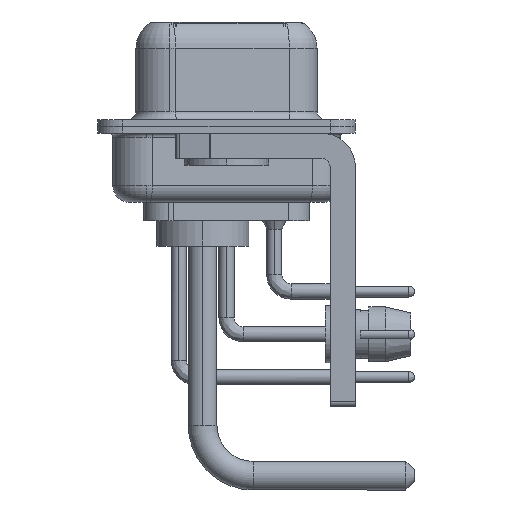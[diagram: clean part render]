
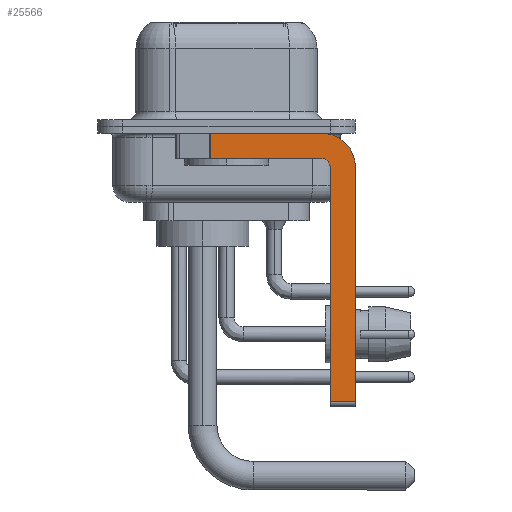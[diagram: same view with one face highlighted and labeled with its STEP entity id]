
A CAD part, left-side view. The second image highlights one B-rep face of the part: STEP entity #25566.
In plain terms, the highlighted planar face has unit normal (-1, 0, 0).
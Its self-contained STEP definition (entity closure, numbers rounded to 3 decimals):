
#281 = DIRECTION ( 'NONE',  ( -1., 0., 0. ) ) ;
#600 = CARTESIAN_POINT ( 'NONE',  ( -2.9, -5.65, -2.4 ) ) ;
#1089 = VERTEX_POINT ( 'NONE', #29071 ) ;
#1599 = LINE ( 'NONE', #22941, #21603 ) ;
#2482 = EDGE_CURVE ( 'NONE', #27246, #10143, #9821, .T. ) ;
#4742 = EDGE_CURVE ( 'NONE', #9470, #14329, #11664, .T. ) ;
#4767 = CARTESIAN_POINT ( 'NONE',  ( -2.9, -6.15, -16.35 ) ) ;
#4888 = CARTESIAN_POINT ( 'NONE',  ( -2.9, -7.65, -2.4 ) ) ;
#5923 = DIRECTION ( 'NONE',  ( 0., -1., 0. ) ) ;
#6053 = PLANE ( 'NONE',  #33589 ) ;
#6307 = LINE ( 'NONE', #25194, #7366 ) ;
#6308 = EDGE_LOOP ( 'NONE', ( #8003, #10632, #31329, #11562, #18947, #17044, #24034, #19252 ) ) ;
#6975 = AXIS2_PLACEMENT_3D ( 'NONE', #13448, #29490, #16081 ) ;
#7366 = VECTOR ( 'NONE', #24845, 1000. ) ;
#7726 = DIRECTION ( 'NONE',  ( 1., 0., 0. ) ) ;
#7806 = DIRECTION ( 'NONE',  ( 0., 1., 0. ) ) ;
#7812 = CARTESIAN_POINT ( 'NONE',  ( -2.9, -6.15, -2.4 ) ) ;
#8003 = ORIENTED_EDGE ( 'NONE', *, *, #13711, .F. ) ;
#8240 = EDGE_CURVE ( 'NONE', #14329, #1089, #27021, .T. ) ;
#9049 = VERTEX_POINT ( 'NONE', #26903 ) ;
#9470 = VERTEX_POINT ( 'NONE', #7812 ) ;
#9478 = CARTESIAN_POINT ( 'NONE',  ( -2.9, 0.978, -0.4 ) ) ;
#9821 = CIRCLE ( 'NONE', #6975, 2. ) ;
#9986 = AXIS2_PLACEMENT_3D ( 'NONE', #15830, #281, #34743 ) ;
#10143 = VERTEX_POINT ( 'NONE', #27446 ) ;
#10632 = ORIENTED_EDGE ( 'NONE', *, *, #33367, .T. ) ;
#10718 = LINE ( 'NONE', #13703, #23601 ) ;
#11562 = ORIENTED_EDGE ( 'NONE', *, *, #4742, .F. ) ;
#11664 = CIRCLE ( 'NONE', #9986, 0.5 ) ;
#11861 = VECTOR ( 'NONE', #5923, 1000. ) ;
#12751 = VECTOR ( 'NONE', #7806, 1000. ) ;
#13384 = FACE_OUTER_BOUND ( 'NONE', #6308, .T. ) ;
#13448 = CARTESIAN_POINT ( 'NONE',  ( -2.9, -5.65, -2.4 ) ) ;
#13703 = CARTESIAN_POINT ( 'NONE',  ( -2.9, 0.978, -1.9 ) ) ;
#13711 = EDGE_CURVE ( 'NONE', #23865, #27246, #6307, .T. ) ;
#14329 = VERTEX_POINT ( 'NONE', #26762 ) ;
#15555 = EDGE_CURVE ( 'NONE', #10143, #9049, #24117, .T. ) ;
#15830 = CARTESIAN_POINT ( 'NONE',  ( -2.9, -5.65, -2.4 ) ) ;
#16081 = DIRECTION ( 'NONE',  ( 0., 0., -1. ) ) ;
#16772 = EDGE_CURVE ( 'NONE', #16825, #9470, #1599, .T. ) ;
#16825 = VERTEX_POINT ( 'NONE', #4767 ) ;
#17044 = ORIENTED_EDGE ( 'NONE', *, *, #34292, .T. ) ;
#18947 = ORIENTED_EDGE ( 'NONE', *, *, #16772, .F. ) ;
#19252 = ORIENTED_EDGE ( 'NONE', *, *, #2482, .F. ) ;
#19361 = LINE ( 'NONE', #30125, #11861 ) ;
#21301 = DIRECTION ( 'NONE',  ( 0., 0., -1. ) ) ;
#21455 = DIRECTION ( 'NONE',  ( 0., 0., -1. ) ) ;
#21603 = VECTOR ( 'NONE', #31246, 1000. ) ;
#22941 = CARTESIAN_POINT ( 'NONE',  ( -2.9, -6.15, -16.6 ) ) ;
#23601 = VECTOR ( 'NONE', #21455, 1000. ) ;
#23670 = CARTESIAN_POINT ( 'NONE',  ( -2.9, -5.65, -1.9 ) ) ;
#23865 = VERTEX_POINT ( 'NONE', #9478 ) ;
#24034 = ORIENTED_EDGE ( 'NONE', *, *, #15555, .F. ) ;
#24117 = LINE ( 'NONE', #4888, #30616 ) ;
#24845 = DIRECTION ( 'NONE',  ( 0., -1., 0. ) ) ;
#25194 = CARTESIAN_POINT ( 'NONE',  ( -2.9, 3., -0.4 ) ) ;
#25566 = ADVANCED_FACE ( 'NONE', ( #13384 ), #6053, .F. ) ;
#26762 = CARTESIAN_POINT ( 'NONE',  ( -2.9, -5.65, -1.9 ) ) ;
#26903 = CARTESIAN_POINT ( 'NONE',  ( -2.9, -7.65, -16.35 ) ) ;
#27021 = LINE ( 'NONE', #23670, #12751 ) ;
#27246 = VERTEX_POINT ( 'NONE', #30023 ) ;
#27446 = CARTESIAN_POINT ( 'NONE',  ( -2.9, -7.65, -2.4 ) ) ;
#29071 = CARTESIAN_POINT ( 'NONE',  ( -2.9, 0.978, -1.9 ) ) ;
#29490 = DIRECTION ( 'NONE',  ( 1., 0., 0. ) ) ;
#30023 = CARTESIAN_POINT ( 'NONE',  ( -2.9, -5.65, -0.4 ) ) ;
#30125 = CARTESIAN_POINT ( 'NONE',  ( -2.9, -5.65, -16.35 ) ) ;
#30256 = DIRECTION ( 'NONE',  ( 0., 0., -1. ) ) ;
#30616 = VECTOR ( 'NONE', #21301, 1000. ) ;
#31246 = DIRECTION ( 'NONE',  ( 0., 0., 1. ) ) ;
#31329 = ORIENTED_EDGE ( 'NONE', *, *, #8240, .F. ) ;
#33367 = EDGE_CURVE ( 'NONE', #23865, #1089, #10718, .T. ) ;
#33589 = AXIS2_PLACEMENT_3D ( 'NONE', #600, #7726, #30256 ) ;
#34292 = EDGE_CURVE ( 'NONE', #16825, #9049, #19361, .T. ) ;
#34743 = DIRECTION ( 'NONE',  ( 0., 0., 1. ) ) ;
